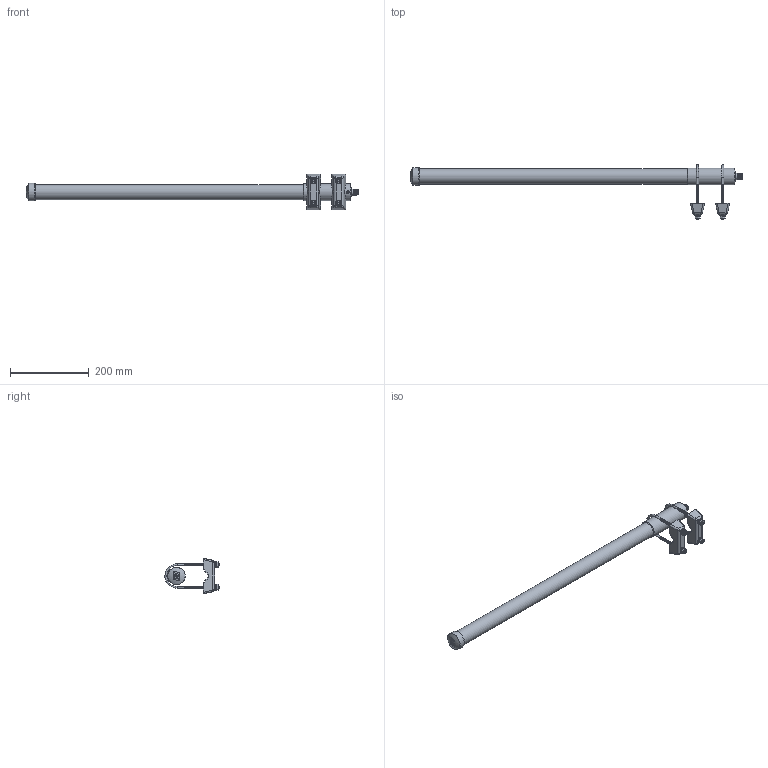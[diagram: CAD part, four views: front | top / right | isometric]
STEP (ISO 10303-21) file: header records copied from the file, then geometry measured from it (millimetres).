
FILE_DESCRIPTION (( 'STEP AP214' ), '1' );
FILE_NAME ('HG2409UDT-PRO.STEP', '2018-01-17T16:52:19', ( '' ), ( '' ), 'SwSTEP 2.0', 'SolidWorks 2014', '' );
FILE_SCHEMA (( 'AUTOMOTIVE_DESIGN' ));
Length unit declared in the file: inch
Products named in the file (3): HG PRO-OMNI_Ubolt; HG2409UDT-PRO_ANTENNA; HG2409UDT-PRO
Assembly tree (3 placements, depth 2):
  HG2409UDT-PRO
    HG2409UDT-PRO_ANTENNA
    HG PRO-OMNI_Ubolt  x2
Bounding box: 840.98 x 137.43 x 90.14 mm (x, y, z)
Volume: 1038301.5 mm3; surface area: 149414.6 mm2
Topology: 3 solids, 3 shells, 1351 faces, 2921 edges, 1598 vertices
Faces by surface type: cone 946, plane 294, cylinder 73, torus 22, bspline 16
Full cylindrical faces by diameter (mm): 1.8 x1, 2.98 x1, 3.988 x2, 5.08 x4, 5.182 x4, 8.89 x4, 12.7 x4, 13.437 x1, 13.5 x1, 15.494 x1, 16.053 x4, 37.033 x1, 38.354 x1, 42.926 x1, 44.831 x1
Entity records: 28969 total; most frequent: CARTESIAN_POINT 4442, DIRECTION 3140, ORIENTED_EDGE 2328, AXIS2_PLACEMENT_3D 1364, EDGE_LOOP 1330, EDGE_CURVE 1164, VERTEX_POINT 944, FACE_OUTER_BOUND 813
